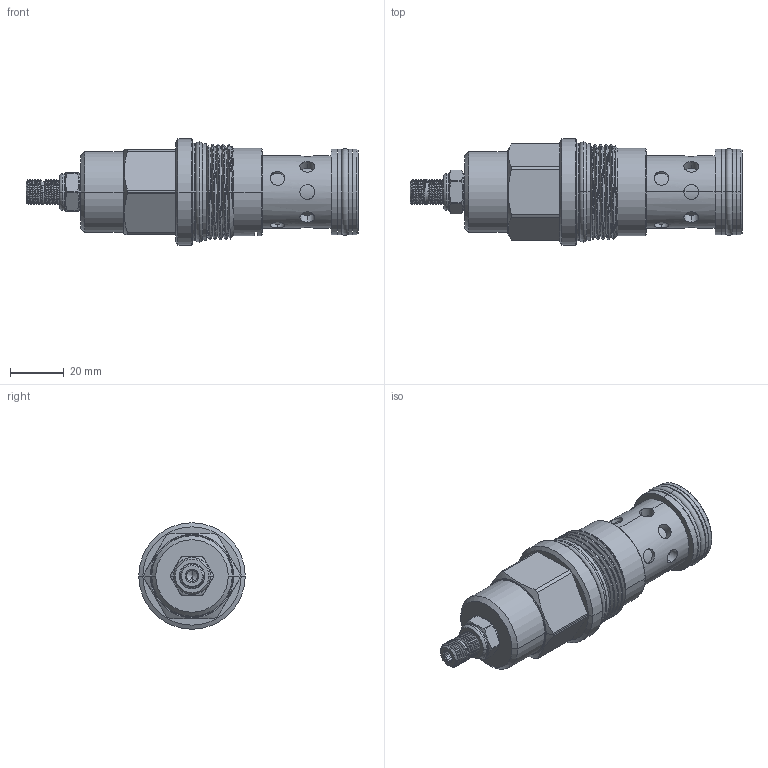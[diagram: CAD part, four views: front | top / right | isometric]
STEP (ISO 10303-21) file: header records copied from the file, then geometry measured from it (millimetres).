
FILE_DESCRIPTION (( 'STEP AP203' ), '1' );
FILE_NAME ('FR16A2C-L.STEP', '2020-04-15T06:42:00', ( '' ), ( '' ), 'SwSTEP 2.0', 'SolidWorks 2018', '' );
FILE_SCHEMA (( 'CONFIG_CONTROL_DESIGN' ));
Length unit declared in the file: millimetre
Products named in the file (1): FR16A2C-L
Bounding box: 123.79 x 39.67 x 39.67 mm (x, y, z)
Volume: 80397.6 mm3; surface area: 19161.1 mm2
Topology: 4 solids, 4 shells, 253 faces, 599 edges, 378 vertices
Faces by surface type: cylinder 131, plane 54, torus 34, cone 25, bspline 9
Entity records: 16012 total; most frequent: CARTESIAN_POINT 10367, ORIENTED_EDGE 1194, DIRECTION 1136, EDGE_CURVE 597, AXIS2_PLACEMENT_3D 472, VERTEX_POINT 378, EDGE_LOOP 283, FACE_OUTER_BOUND 253
